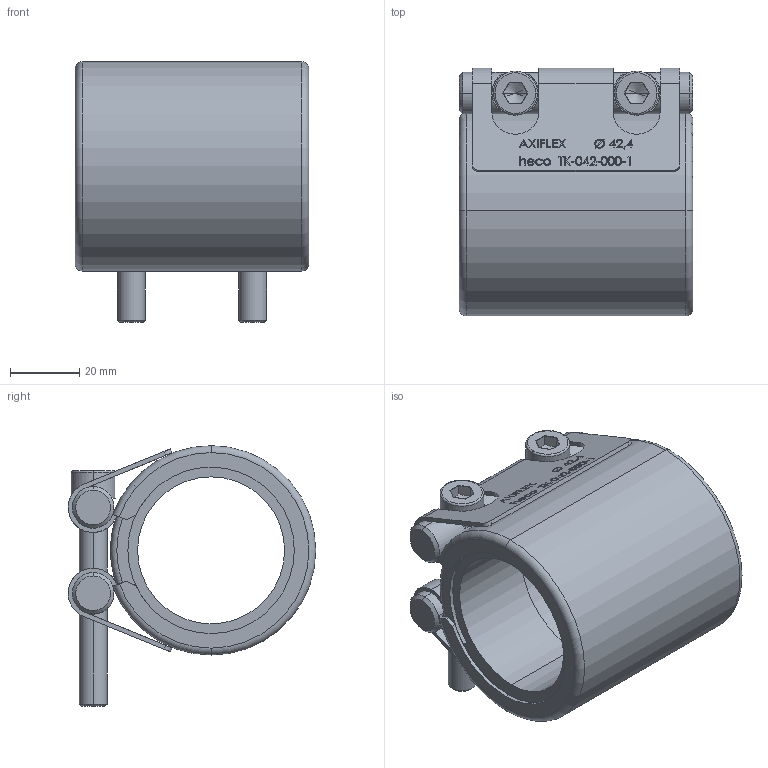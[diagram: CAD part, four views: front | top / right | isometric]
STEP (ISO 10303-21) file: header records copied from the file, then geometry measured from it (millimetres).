
FILE_DESCRIPTION (( 'STEP AP214' ), '1' );
FILE_NAME ('Axiflex Ø42,4 heco 1710.STEP', '2017-10-10T07:49:03', ( '' ), ( '' ), 'SwSTEP 2.0', 'SolidWorks 2016', '' );
FILE_SCHEMA (( 'AUTOMOTIVE_DESIGN' ));
Length unit declared in the file: millimetre
Products named in the file (1): Axiflex Ø42,4 heco 1710
Bounding box: 67.4 x 71.42 x 75.2 mm (x, y, z)
Volume: 109958.5 mm3; surface area: 61216 mm2
Topology: 1 solids, 1 shells, 596 faces, 1618 edges, 1044 vertices
Faces by surface type: plane 313, bspline 134, cylinder 85, cone 40, torus 24
Entity records: 31578 total; most frequent: CARTESIAN_POINT 13899, ORIENTED_EDGE 3228, DIRECTION 2416, EDGE_CURVE 1614, VERTEX_POINT 1044, VECTOR 990, LINE 990, AXIS2_PLACEMENT_3D 713
